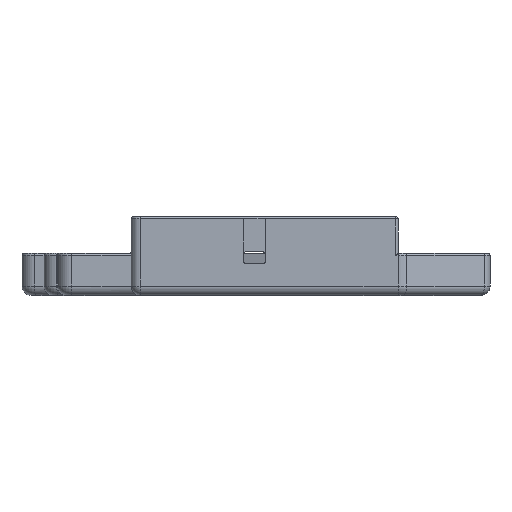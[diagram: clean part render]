
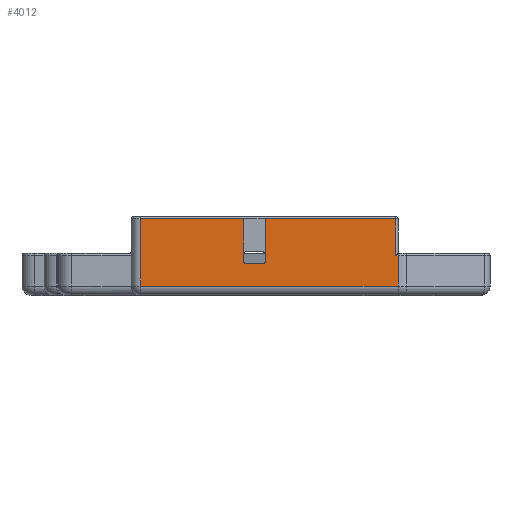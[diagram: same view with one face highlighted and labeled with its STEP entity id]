
A CAD part, left-side view. The second image highlights one B-rep face of the part: STEP entity #4012.
In plain terms, the highlighted planar face has unit normal (-1, 0, 0).
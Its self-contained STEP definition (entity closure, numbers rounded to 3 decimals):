
#989=CARTESIAN_POINT('',(152.062,9.327,8.2));
#990=VERTEX_POINT('',#989);
#997=CARTESIAN_POINT('',(152.062,9.327,17.1));
#998=VERTEX_POINT('',#997);
#999=CARTESIAN_POINT('',(152.062,9.327,17.1));
#1000=DIRECTION('',(0.,0.,-1.));
#1001=VECTOR('',#1000,8.9);
#1002=LINE('',#999,#1001);
#1003=EDGE_CURVE('',#998,#990,#1002,.T.);
#1035=CARTESIAN_POINT('',(152.062,13.827,8.2));
#1036=VERTEX_POINT('',#1035);
#1037=CARTESIAN_POINT('',(152.062,13.827,9.7));
#1038=VERTEX_POINT('',#1037);
#1039=CARTESIAN_POINT('',(152.062,13.827,8.2));
#1040=DIRECTION('',(0.,0.,1.));
#1041=VECTOR('',#1040,1.5);
#1042=LINE('',#1039,#1041);
#1043=EDGE_CURVE('',#1036,#1038,#1042,.T.);
#3918=CARTESIAN_POINT('',(152.062,5.892,7.6));
#3919=DIRECTION('',(1.,0.,0.));
#3920=DIRECTION('',(0.,0.,1.));
#3921=AXIS2_PLACEMENT_3D('',#3918,#3919,#3920);
#3922=PLANE('',#3921);
#3923=CARTESIAN_POINT('',(152.062,35.457,3.));
#3924=VERTEX_POINT('',#3923);
#3925=CARTESIAN_POINT('',(152.062,35.457,17.1));
#3926=VERTEX_POINT('',#3925);
#3927=CARTESIAN_POINT('',(152.062,35.457,3.));
#3928=DIRECTION('',(-0.,-0.,1.));
#3929=VECTOR('',#3928,14.1);
#3930=LINE('',#3927,#3929);
#3931=EDGE_CURVE('',#3924,#3926,#3930,.T.);
#3932=ORIENTED_EDGE('',*,*,#3931,.F.);
#3933=CARTESIAN_POINT('',(152.062,-18.568,3.));
#3934=VERTEX_POINT('',#3933);
#3935=CARTESIAN_POINT('',(152.062,-18.568,3.));
#3936=DIRECTION('',(-0.,1.,-0.));
#3937=VECTOR('',#3936,54.026);
#3938=LINE('',#3935,#3937);
#3939=EDGE_CURVE('',#3934,#3924,#3938,.T.);
#3940=ORIENTED_EDGE('',*,*,#3939,.F.);
#3941=CARTESIAN_POINT('',(152.062,-18.568,9.371));
#3942=VERTEX_POINT('',#3941);
#3943=CARTESIAN_POINT('',(152.062,-18.568,9.371));
#3944=DIRECTION('',(-0.,-0.,-1.));
#3945=VECTOR('',#3944,6.371);
#3946=LINE('',#3943,#3945);
#3947=EDGE_CURVE('',#3942,#3934,#3946,.T.);
#3948=ORIENTED_EDGE('',*,*,#3947,.F.);
#3949=CARTESIAN_POINT('',(152.062,-18.066,9.371));
#3950=VERTEX_POINT('',#3949);
#3951=CARTESIAN_POINT('',(152.062,-18.066,9.371));
#3952=DIRECTION('',(0.,-1.,0.));
#3953=VECTOR('',#3952,0.502);
#3954=LINE('',#3951,#3953);
#3955=EDGE_CURVE('',#3950,#3942,#3954,.T.);
#3956=ORIENTED_EDGE('',*,*,#3955,.F.);
#3957=CARTESIAN_POINT('',(152.062,-18.066,17.1));
#3958=VERTEX_POINT('',#3957);
#3959=CARTESIAN_POINT('',(152.062,-18.066,17.1));
#3960=DIRECTION('',(0.,0.,-1.));
#3961=VECTOR('',#3960,7.729);
#3962=LINE('',#3959,#3961);
#3963=EDGE_CURVE('',#3958,#3950,#3962,.T.);
#3964=ORIENTED_EDGE('',*,*,#3963,.F.);
#3965=CARTESIAN_POINT('',(152.062,9.327,17.1));
#3966=DIRECTION('',(0.,-1.,0.));
#3967=VECTOR('',#3966,27.393);
#3968=LINE('',#3965,#3967);
#3969=EDGE_CURVE('',#998,#3958,#3968,.T.);
#3970=ORIENTED_EDGE('',*,*,#3969,.F.);
#3971=ORIENTED_EDGE('',*,*,#1003,.T.);
#3972=CARTESIAN_POINT('',(152.062,9.827,7.7));
#3973=VERTEX_POINT('',#3972);
#3974=CARTESIAN_POINT('',(152.062,9.827,8.2));
#3975=DIRECTION('',(1.,0.,-0.));
#3976=DIRECTION('',(0.,-1.,0.));
#3977=AXIS2_PLACEMENT_3D('',#3974,#3975,#3976);
#3978=CIRCLE('',#3977,0.5);
#3979=EDGE_CURVE('',#990,#3973,#3978,.T.);
#3980=ORIENTED_EDGE('',*,*,#3979,.T.);
#3981=CARTESIAN_POINT('',(152.062,13.327,7.7));
#3982=VERTEX_POINT('',#3981);
#3983=CARTESIAN_POINT('',(152.062,9.827,7.7));
#3984=DIRECTION('',(-0.,1.,0.));
#3985=VECTOR('',#3984,3.5);
#3986=LINE('',#3983,#3985);
#3987=EDGE_CURVE('',#3973,#3982,#3986,.T.);
#3988=ORIENTED_EDGE('',*,*,#3987,.T.);
#3989=CARTESIAN_POINT('',(152.062,13.327,8.2));
#3990=DIRECTION('',(1.,0.,-0.));
#3991=DIRECTION('',(0.,-1.,0.));
#3992=AXIS2_PLACEMENT_3D('',#3989,#3990,#3991);
#3993=CIRCLE('',#3992,0.5);
#3994=EDGE_CURVE('',#3982,#1036,#3993,.T.);
#3995=ORIENTED_EDGE('',*,*,#3994,.T.);
#3996=ORIENTED_EDGE('',*,*,#1043,.T.);
#3997=CARTESIAN_POINT('',(152.062,13.827,17.103));
#3998=VERTEX_POINT('',#3997);
#3999=CARTESIAN_POINT('',(152.062,13.827,17.103));
#4000=DIRECTION('',(-0.,-0.,-1.));
#4001=VECTOR('',#4000,7.403);
#4002=LINE('',#3999,#4001);
#4003=EDGE_CURVE('',#3998,#1038,#4002,.T.);
#4004=ORIENTED_EDGE('',*,*,#4003,.F.);
#4005=CARTESIAN_POINT('',(152.062,13.827,17.103));
#4006=CARTESIAN_POINT('',(152.062,35.457,17.1));
#4007=B_SPLINE_CURVE_WITH_KNOTS('',1,(#4005,#4006),.UNSPECIFIED.,.F.,.F.,(2,2),(0.,1.),.UNSPECIFIED.);
#4008=EDGE_CURVE('',#3998,#3926,#4007,.T.);
#4009=ORIENTED_EDGE('',*,*,#4008,.T.);
#4010=EDGE_LOOP('',(#3932,#3940,#3948,#3956,#3964,#3970,#3971,#3980,#3988,#3995,#3996,#4004,#4009));
#4011=FACE_BOUND('',#4010,.T.);
#4012=ADVANCED_FACE('',(#4011),#3922,.F.);
